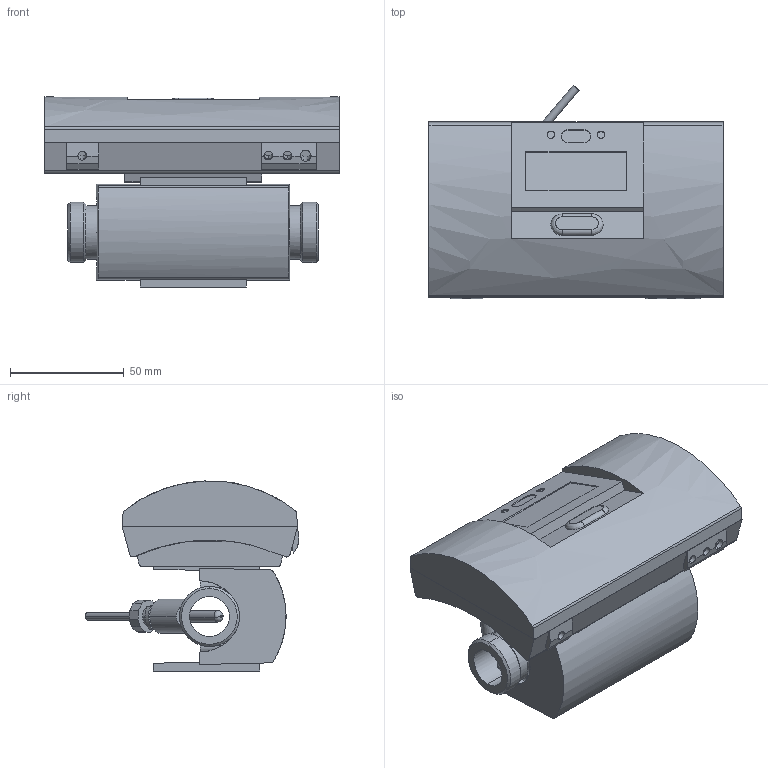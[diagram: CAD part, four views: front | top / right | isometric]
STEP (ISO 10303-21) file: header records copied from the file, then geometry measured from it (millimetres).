
FILE_DESCRIPTION (( 'STEP AP214' ), '1' );
FILE_NAME ('S2394.STEP', '2021-09-22T05:46:14', ( '' ), ( '' ), 'SwSTEP 2.0', 'SolidWorks 2020', '' );
FILE_SCHEMA (( 'AUTOMOTIVE_DESIGN' ));
Length unit declared in the file: millimetre
Products named in the file (4): S2392; S2393; S2397; S2394
Assembly tree (3 placements, depth 2):
  S2394
    S2392
    S2393
    S2397
Bounding box: 129 x 93.69 x 83.38 mm (x, y, z)
Volume: 308493.9 mm3; surface area: 102473.5 mm2
Topology: 6 solids, 6 shells, 289 faces, 809 edges, 534 vertices
Faces by surface type: plane 183, cylinder 65, bspline 31, cone 8, torus 2
Entity records: 13884 total; most frequent: CARTESIAN_POINT 3646, ORIENTED_EDGE 1618, DIRECTION 1307, EDGE_CURVE 809, VERTEX_POINT 534, VECTOR 507, LINE 507, AXIS2_PLACEMENT_3D 400
